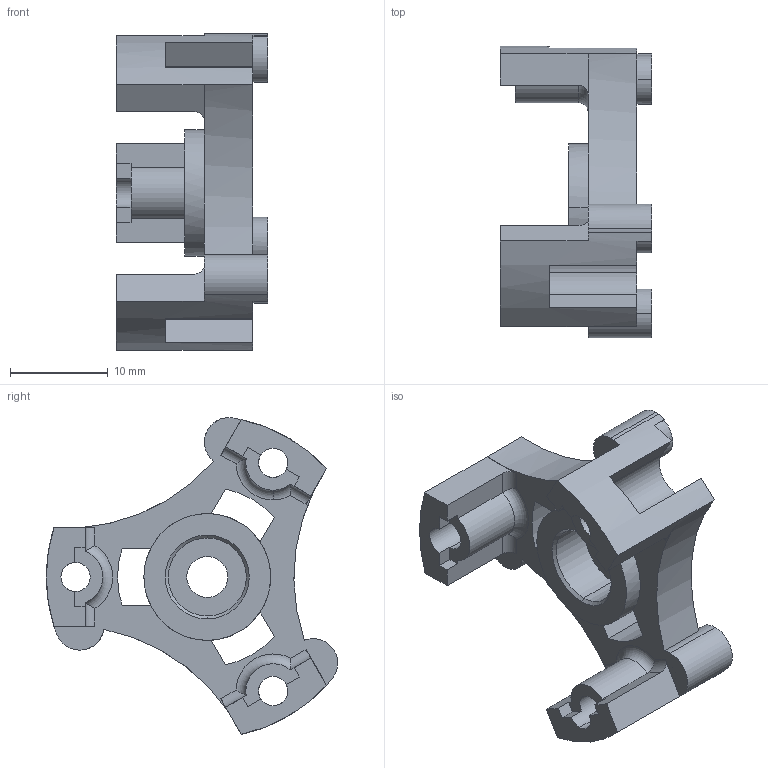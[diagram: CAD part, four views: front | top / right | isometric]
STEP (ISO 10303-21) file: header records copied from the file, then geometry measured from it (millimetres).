
FILE_DESCRIPTION (( 'STEP AP203' ), '1' );
FILE_NAME ('后端盖-A型-晨光-测绘.STEP', '2021-04-05T00:11:21', ( '' ), ( '' ), 'SwSTEP 2.0', 'SolidWorks 2021', '' );
FILE_SCHEMA (( 'CONFIG_CONTROL_DESIGN' ));
Length unit declared in the file: millimetre
Products named in the file (1): 后端盖-A型-晨光-测绘
Bounding box: 15.5 x 29.87 x 32.45 mm (x, y, z)
Volume: 2888.8 mm3; surface area: 3188.3 mm2
Topology: 1 solids, 1 shells, 123 faces, 345 edges, 223 vertices
Faces by surface type: plane 61, cylinder 50, cone 8, torus 4
Entity records: 4123 total; most frequent: CARTESIAN_POINT 734, DIRECTION 724, ORIENTED_EDGE 690, EDGE_CURVE 345, AXIS2_PLACEMENT_3D 261, VERTEX_POINT 223, VECTOR 202, LINE 202
